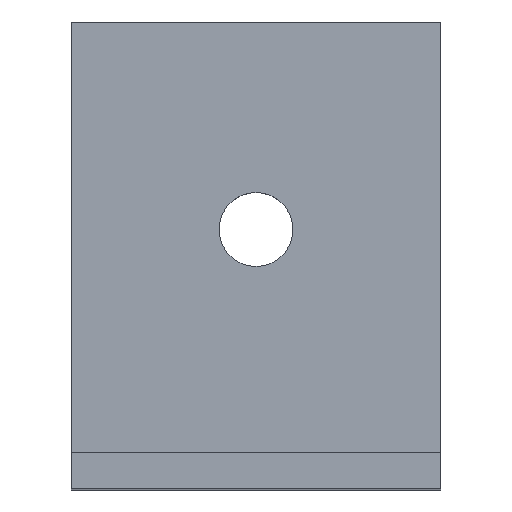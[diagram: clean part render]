
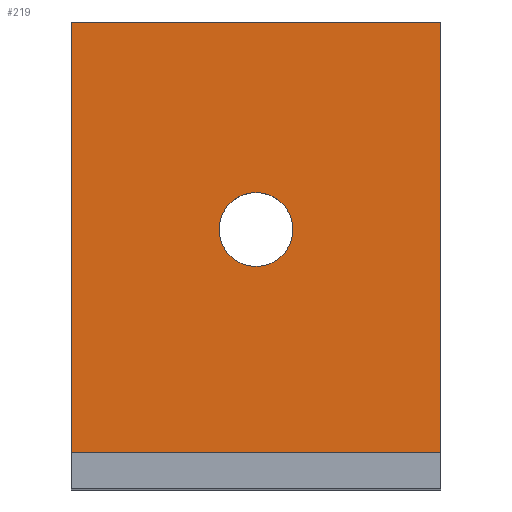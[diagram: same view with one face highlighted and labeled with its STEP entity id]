
A CAD part, top view. The second image highlights one B-rep face of the part: STEP entity #219.
In plain terms, the highlighted planar face has unit normal (0, 0, 1).
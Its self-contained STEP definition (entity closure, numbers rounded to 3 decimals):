
#11 = ORIENTED_EDGE ( 'NONE', *, *, #307, .T. ) ;
#14 = LINE ( 'NONE', #364, #298 ) ;
#39 = EDGE_CURVE ( 'NONE', #59, #372, #14, .T. ) ;
#42 = CARTESIAN_POINT ( 'NONE',  ( -15., 38., 3. ) ) ;
#48 = VECTOR ( 'NONE', #336, 1000. ) ;
#59 = VERTEX_POINT ( 'NONE', #163 ) ;
#74 = CIRCLE ( 'NONE', #194, 3. ) ;
#76 = CARTESIAN_POINT ( 'NONE',  ( -3., 21.15, 3. ) ) ;
#81 = DIRECTION ( 'NONE',  ( 1., 0., 0. ) ) ;
#82 = CARTESIAN_POINT ( 'NONE',  ( 15., 38., 3. ) ) ;
#83 = EDGE_CURVE ( 'NONE', #154, #90, #255, .T. ) ;
#84 = VECTOR ( 'NONE', #285, 1000. ) ;
#90 = VERTEX_POINT ( 'NONE', #76 ) ;
#105 = DIRECTION ( 'NONE',  ( 1., 0., 0. ) ) ;
#110 = CARTESIAN_POINT ( 'NONE',  ( 0., 21.15, 3. ) ) ;
#112 = FACE_BOUND ( 'NONE', #349, .T. ) ;
#117 = CARTESIAN_POINT ( 'NONE',  ( -15., 3., 3. ) ) ;
#130 = EDGE_CURVE ( 'NONE', #278, #180, #362, .T. ) ;
#132 = ORIENTED_EDGE ( 'NONE', *, *, #197, .F. ) ;
#135 = CARTESIAN_POINT ( 'NONE',  ( 15., 38., 3. ) ) ;
#136 = EDGE_CURVE ( 'NONE', #90, #154, #74, .T. ) ;
#137 = LINE ( 'NONE', #159, #84 ) ;
#143 = DIRECTION ( 'NONE',  ( 0., 0., -1. ) ) ;
#145 = DIRECTION ( 'NONE',  ( 0., -1., 0. ) ) ;
#147 = ORIENTED_EDGE ( 'NONE', *, *, #83, .F. ) ;
#154 = VERTEX_POINT ( 'NONE', #191 ) ;
#156 = EDGE_LOOP ( 'NONE', ( #11, #202, #132, #375 ) ) ;
#159 = CARTESIAN_POINT ( 'NONE',  ( 15., 3., 3. ) ) ;
#162 = AXIS2_PLACEMENT_3D ( 'NONE', #340, #143, #341 ) ;
#163 = CARTESIAN_POINT ( 'NONE',  ( 15., 3., 3. ) ) ;
#180 = VERTEX_POINT ( 'NONE', #42 ) ;
#189 = DIRECTION ( 'NONE',  ( 0., 0., 1. ) ) ;
#191 = CARTESIAN_POINT ( 'NONE',  ( 3., 21.15, 3. ) ) ;
#194 = AXIS2_PLACEMENT_3D ( 'NONE', #110, #221, #81 ) ;
#197 = EDGE_CURVE ( 'NONE', #278, #59, #137, .T. ) ;
#202 = ORIENTED_EDGE ( 'NONE', *, *, #39, .F. ) ;
#219 = ADVANCED_FACE ( 'NONE', ( #249, #112 ), #256, .F. ) ;
#221 = DIRECTION ( 'NONE',  ( 0., 0., 1. ) ) ;
#223 = DIRECTION ( 'NONE',  ( -1., 0., 0. ) ) ;
#225 = CARTESIAN_POINT ( 'NONE',  ( 0., 21.15, 3. ) ) ;
#226 = VECTOR ( 'NONE', #145, 1000. ) ;
#249 = FACE_OUTER_BOUND ( 'NONE', #156, .T. ) ;
#255 = CIRCLE ( 'NONE', #260, 3. ) ;
#256 = PLANE ( 'NONE',  #162 ) ;
#260 = AXIS2_PLACEMENT_3D ( 'NONE', #225, #189, #105 ) ;
#266 = CARTESIAN_POINT ( 'NONE',  ( -15., 3., 3. ) ) ;
#278 = VERTEX_POINT ( 'NONE', #82 ) ;
#285 = DIRECTION ( 'NONE',  ( 0., -1., 0. ) ) ;
#288 = LINE ( 'NONE', #117, #226 ) ;
#298 = VECTOR ( 'NONE', #223, 1000. ) ;
#307 = EDGE_CURVE ( 'NONE', #180, #372, #288, .T. ) ;
#336 = DIRECTION ( 'NONE',  ( -1., 0., 0. ) ) ;
#340 = CARTESIAN_POINT ( 'NONE',  ( 15., 3., 3. ) ) ;
#341 = DIRECTION ( 'NONE',  ( 0., -1., 0. ) ) ;
#349 = EDGE_LOOP ( 'NONE', ( #147, #377 ) ) ;
#362 = LINE ( 'NONE', #135, #48 ) ;
#364 = CARTESIAN_POINT ( 'NONE',  ( 15., 3., 3. ) ) ;
#372 = VERTEX_POINT ( 'NONE', #266 ) ;
#375 = ORIENTED_EDGE ( 'NONE', *, *, #130, .T. ) ;
#377 = ORIENTED_EDGE ( 'NONE', *, *, #136, .F. ) ;
